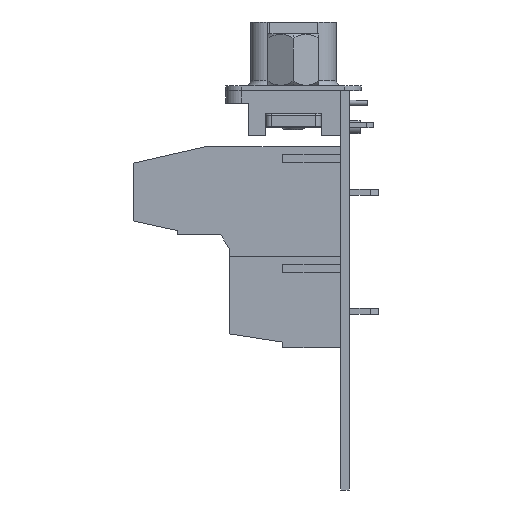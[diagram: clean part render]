
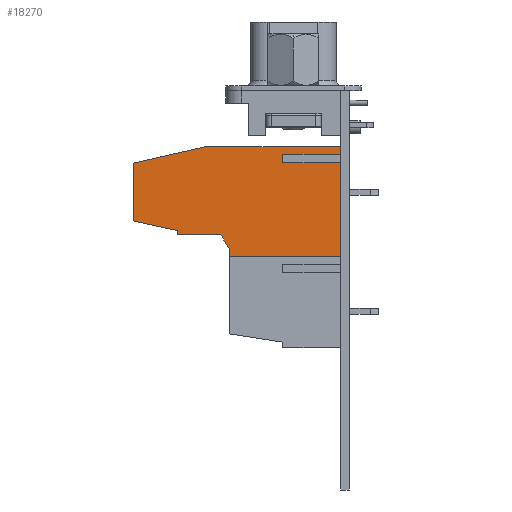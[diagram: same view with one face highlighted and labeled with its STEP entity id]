
A CAD part, left-side view. The second image highlights one B-rep face of the part: STEP entity #18270.
In plain terms, the highlighted face is planar.
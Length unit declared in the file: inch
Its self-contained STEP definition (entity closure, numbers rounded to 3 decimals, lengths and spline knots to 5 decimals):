
#25 = VECTOR ( 'NONE', #20161, 39.37008 ) ;
#175 = DIRECTION ( 'NONE',  ( 0., -0.975, -0.223 ) ) ;
#321 = CARTESIAN_POINT ( 'NONE',  ( 0.982, 0.405, 0.035 ) ) ;
#458 = CARTESIAN_POINT ( 'NONE',  ( 0.982, 0., 0.035 ) ) ;
#657 = DIRECTION ( 'NONE',  ( 0., 0., -1. ) ) ;
#1661 = CARTESIAN_POINT ( 'NONE',  ( 0.982, 0.752, -0.305 ) ) ;
#1838 = VERTEX_POINT ( 'NONE', #15452 ) ;
#1951 = EDGE_CURVE ( 'NONE', #8465, #1838, #9871, .T. ) ;
#2237 = EDGE_CURVE ( 'NONE', #15762, #23623, #26521, .T. ) ;
#2638 = DIRECTION ( 'NONE',  ( -1., 0., 0. ) ) ;
#4094 = LINE ( 'NONE', #6868, #25 ) ;
#4149 = EDGE_CURVE ( 'NONE', #8711, #22366, #15562, .T. ) ;
#4370 = CARTESIAN_POINT ( 'NONE',  ( 0.982, 0.592, -0.06 ) ) ;
#4677 = EDGE_CURVE ( 'NONE', #26559, #42274, #27682, .T. ) ;
#4976 = EDGE_CURVE ( 'NONE', #33066, #26559, #15411, .T. ) ;
#5436 = ORIENTED_EDGE ( 'NONE', *, *, #9080, .F. ) ;
#5985 = ORIENTED_EDGE ( 'NONE', *, *, #4149, .F. ) ;
#6445 = VERTEX_POINT ( 'NONE', #21347 ) ;
#6833 = ORIENTED_EDGE ( 'NONE', *, *, #30777, .T. ) ;
#6868 = CARTESIAN_POINT ( 'NONE',  ( 0.982, 0.752, -0.365 ) ) ;
#7855 = VECTOR ( 'NONE', #19459, 39.37008 ) ;
#7960 = DIRECTION ( 'NONE',  ( 0., 1., 0. ) ) ;
#8247 = DIRECTION ( 'NONE',  ( 0., 0., 1. ) ) ;
#8422 = VECTOR ( 'NONE', #24313, 39.37008 ) ;
#8465 = VERTEX_POINT ( 'NONE', #1661 ) ;
#8711 = VERTEX_POINT ( 'NONE', #24154 ) ;
#8723 = DIRECTION ( 'NONE',  ( 0., 0., 1. ) ) ;
#8886 = EDGE_CURVE ( 'NONE', #24598, #27282, #42177, .T. ) ;
#9080 = EDGE_CURVE ( 'NONE', #6445, #19886, #34590, .T. ) ;
#9372 = VECTOR ( 'NONE', #22683, 39.37008 ) ;
#9871 = LINE ( 'NONE', #29364, #27143 ) ;
#10193 = EDGE_CURVE ( 'NONE', #42274, #15762, #38532, .T. ) ;
#10738 = DIRECTION ( 'NONE',  ( 0., 0., 1. ) ) ;
#11013 = ORIENTED_EDGE ( 'NONE', *, *, #4976, .F. ) ;
#11376 = CARTESIAN_POINT ( 'NONE',  ( 0.982, 0.405, 0.005 ) ) ;
#11855 = CARTESIAN_POINT ( 'NONE',  ( 0.982, 0., -0.337 ) ) ;
#12819 = ORIENTED_EDGE ( 'NONE', *, *, #29499, .F. ) ;
#13229 = CARTESIAN_POINT ( 'NONE',  ( 0.982, 0., -0.307 ) ) ;
#13506 = ORIENTED_EDGE ( 'NONE', *, *, #8886, .F. ) ;
#14020 = ORIENTED_EDGE ( 'NONE', *, *, #4677, .F. ) ;
#14531 = CARTESIAN_POINT ( 'NONE',  ( 0.982, 0., -0.365 ) ) ;
#14691 = VECTOR ( 'NONE', #35713, 39.37008 ) ;
#14757 = ORIENTED_EDGE ( 'NONE', *, *, #24602, .F. ) ;
#15195 = EDGE_CURVE ( 'NONE', #6445, #1838, #40993, .T. ) ;
#15411 = LINE ( 'NONE', #28694, #39370 ) ;
#15452 = CARTESIAN_POINT ( 'NONE',  ( 0.982, 0.49, -0.365 ) ) ;
#15562 = LINE ( 'NONE', #38080, #29671 ) ;
#15762 = VERTEX_POINT ( 'NONE', #24777 ) ;
#17313 = ORIENTED_EDGE ( 'NONE', *, *, #2237, .F. ) ;
#18186 = VECTOR ( 'NONE', #10738, 39.37008 ) ;
#18270 = ADVANCED_FACE ( 'NONE', ( #41472 ), #29008, .F. ) ;
#18505 = DIRECTION ( 'NONE',  ( 0., -1., 0. ) ) ;
#18731 = EDGE_CURVE ( 'NONE', #8465, #23623, #4094, .T. ) ;
#19459 = DIRECTION ( 'NONE',  ( 0., 0., -1. ) ) ;
#19886 = VERTEX_POINT ( 'NONE', #11855 ) ;
#20161 = DIRECTION ( 'NONE',  ( 0., 0., 1. ) ) ;
#20399 = VERTEX_POINT ( 'NONE', #13229 ) ;
#20984 = LINE ( 'NONE', #14531, #18186 ) ;
#21118 = CARTESIAN_POINT ( 'NONE',  ( 0.982, 0., -0.365 ) ) ;
#21347 = CARTESIAN_POINT ( 'NONE',  ( 0.982, 0., -0.365 ) ) ;
#21608 = VECTOR ( 'NONE', #18505, 39.37008 ) ;
#21695 = ORIENTED_EDGE ( 'NONE', *, *, #15195, .T. ) ;
#22040 = ORIENTED_EDGE ( 'NONE', *, *, #32735, .F. ) ;
#22366 = VERTEX_POINT ( 'NONE', #33667 ) ;
#22646 = CARTESIAN_POINT ( 'NONE',  ( 0.982, 0., 0.035 ) ) ;
#22683 = DIRECTION ( 'NONE',  ( 0., 0.977, -0.214 ) ) ;
#23565 = VECTOR ( 'NONE', #7960, 39.37008 ) ;
#23623 = VERTEX_POINT ( 'NONE', #28733 ) ;
#23883 = LINE ( 'NONE', #41679, #21608 ) ;
#23986 = AXIS2_PLACEMENT_3D ( 'NONE', #25802, #2638, #35216 ) ;
#24154 = CARTESIAN_POINT ( 'NONE',  ( 0.982, 0.21, -0.337 ) ) ;
#24254 = CARTESIAN_POINT ( 'NONE',  ( 0.982, 0., -0.365 ) ) ;
#24313 = DIRECTION ( 'NONE',  ( 0., -1., 0. ) ) ;
#24598 = VERTEX_POINT ( 'NONE', #458 ) ;
#24602 = EDGE_CURVE ( 'NONE', #27282, #33066, #30043, .T. ) ;
#24777 = CARTESIAN_POINT ( 'NONE',  ( 0.982, 0.592, -0.06 ) ) ;
#24969 = VECTOR ( 'NONE', #37340, 39.37008 ) ;
#25802 = CARTESIAN_POINT ( 'NONE',  ( 0.982, 0., -0.365 ) ) ;
#26307 = CARTESIAN_POINT ( 'NONE',  ( 0.982, 0.592, -0.045 ) ) ;
#26521 = LINE ( 'NONE', #4370, #9372 ) ;
#26559 = VERTEX_POINT ( 'NONE', #30894 ) ;
#27143 = VECTOR ( 'NONE', #175, 39.37008 ) ;
#27282 = VERTEX_POINT ( 'NONE', #321 ) ;
#27682 = LINE ( 'NONE', #40351, #23565 ) ;
#28375 = CARTESIAN_POINT ( 'NONE',  ( 0.982, 0.21, -0.337 ) ) ;
#28694 = CARTESIAN_POINT ( 'NONE',  ( 0.982, 0.405, 0.005 ) ) ;
#28733 = CARTESIAN_POINT ( 'NONE',  ( 0.982, 0.752, -0.095 ) ) ;
#29008 = PLANE ( 'NONE',  #23986 ) ;
#29364 = CARTESIAN_POINT ( 'NONE',  ( 0.982, 0.752, -0.305 ) ) ;
#29499 = EDGE_CURVE ( 'NONE', #22366, #20399, #23883, .T. ) ;
#29671 = VECTOR ( 'NONE', #8723, 39.37008 ) ;
#30043 = LINE ( 'NONE', #11376, #36929 ) ;
#30777 = EDGE_CURVE ( 'NONE', #8711, #19886, #34358, .T. ) ;
#30894 = CARTESIAN_POINT ( 'NONE',  ( 0.982, 0.435, -0.045 ) ) ;
#32274 = CARTESIAN_POINT ( 'NONE',  ( 0.982, 0.592, -0.045 ) ) ;
#32735 = EDGE_CURVE ( 'NONE', #20399, #24598, #20984, .T. ) ;
#33066 = VERTEX_POINT ( 'NONE', #42408 ) ;
#33667 = CARTESIAN_POINT ( 'NONE',  ( 0.982, 0.21, -0.307 ) ) ;
#33747 = ORIENTED_EDGE ( 'NONE', *, *, #18731, .T. ) ;
#34358 = LINE ( 'NONE', #28375, #8422 ) ;
#34590 = LINE ( 'NONE', #21118, #36650 ) ;
#34881 = ORIENTED_EDGE ( 'NONE', *, *, #1951, .F. ) ;
#35216 = DIRECTION ( 'NONE',  ( 0., 0., 1. ) ) ;
#35713 = DIRECTION ( 'NONE',  ( 0., 1., 0. ) ) ;
#36650 = VECTOR ( 'NONE', #8247, 39.37008 ) ;
#36929 = VECTOR ( 'NONE', #657, 39.37008 ) ;
#37340 = DIRECTION ( 'NONE',  ( 0., 1., 0. ) ) ;
#38080 = CARTESIAN_POINT ( 'NONE',  ( 0.982, 0.21, -0.307 ) ) ;
#38532 = LINE ( 'NONE', #32274, #7855 ) ;
#39370 = VECTOR ( 'NONE', #41799, 39.37008 ) ;
#40351 = CARTESIAN_POINT ( 'NONE',  ( 0.982, 0.435, -0.045 ) ) ;
#40993 = LINE ( 'NONE', #24254, #24969 ) ;
#41472 = FACE_OUTER_BOUND ( 'NONE', #42490, .T. ) ;
#41679 = CARTESIAN_POINT ( 'NONE',  ( 0.982, 0.21, -0.307 ) ) ;
#41799 = DIRECTION ( 'NONE',  ( 0., 0.514, -0.857 ) ) ;
#42177 = LINE ( 'NONE', #22646, #14691 ) ;
#42274 = VERTEX_POINT ( 'NONE', #26307 ) ;
#42351 = ORIENTED_EDGE ( 'NONE', *, *, #10193, .F. ) ;
#42408 = CARTESIAN_POINT ( 'NONE',  ( 0.982, 0.405, 0.005 ) ) ;
#42490 = EDGE_LOOP ( 'NONE', ( #5985, #6833, #5436, #21695, #34881, #33747, #17313, #42351, #14020, #11013, #14757, #13506, #22040, #12819 ) ) ;
